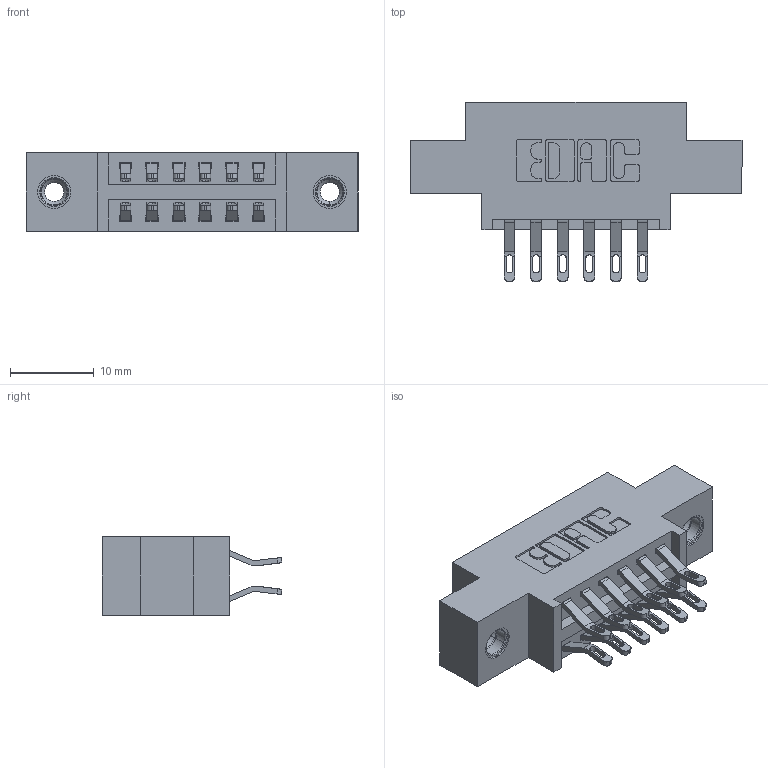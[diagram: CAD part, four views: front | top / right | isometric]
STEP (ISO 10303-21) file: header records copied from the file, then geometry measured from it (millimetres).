
FILE_DESCRIPTION (( 'STEP AP203' ), '1' );
FILE_NAME ('396-012-555-808.STEP', '2018-08-31T06:52:30', ( '' ), ( '' ), 'SwSTEP 2.0', 'SolidWorks 2016', '' );
FILE_SCHEMA (( 'CONFIG_CONTROL_DESIGN' ));
Length unit declared in the file: inch
Products named in the file (4): 345-292-001_555 Tail; 345-250-001_345-250-003-102; 396-012-555-808; 346 Part_0.170 Offset - 0.156 Dia-TI
Assembly tree (15 placements, depth 2):
  396-012-555-808
    346 Part_0.170 Offset - 0.156 Dia-TI
    345-292-001_555 Tail  x12
    345-250-001_345-250-003-102  x2
Bounding box: 39.62 x 21.46 x 9.4 mm (x, y, z)
Volume: 3457.9 mm3; surface area: 4511 mm2
Topology: 15 solids, 15 shells, 882 faces, 2673 edges, 1774 vertices
Faces by surface type: plane 508, cylinder 358, cone 12, torus 4
Entity records: 10406 total; most frequent: CARTESIAN_POINT 1785, ORIENTED_EDGE 1682, DIRECTION 1619, EDGE_CURVE 841, LINE 645, VECTOR 645, VERTEX_POINT 556, AXIS2_PLACEMENT_3D 487
